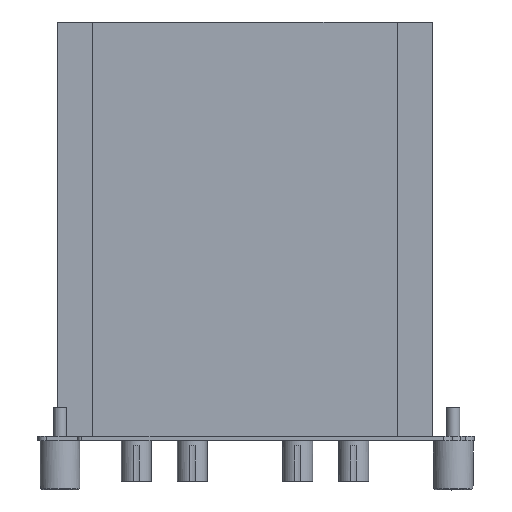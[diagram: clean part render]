
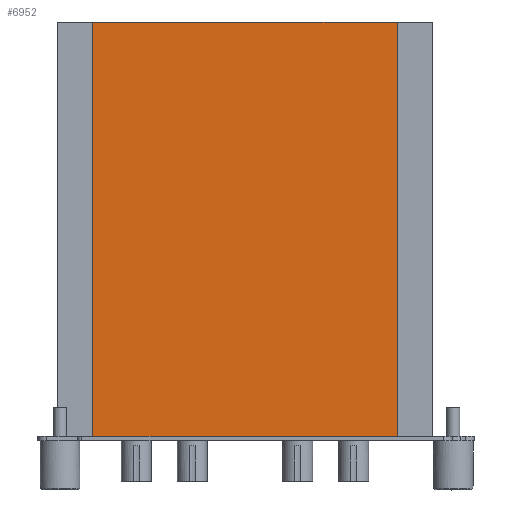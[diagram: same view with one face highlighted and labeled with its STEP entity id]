
A CAD part, top view. The second image highlights one B-rep face of the part: STEP entity #6952.
In plain terms, the highlighted planar face has unit normal (0, 0, 1).
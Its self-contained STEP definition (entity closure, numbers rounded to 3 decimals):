
#6939=AXIS2_PLACEMENT_3D('Plane Axis2P3D',#6936,#6937,#6938) ;
#56=CARTESIAN_POINT('Vertex',(81.5,12.144,35.65)) ;
#59=CARTESIAN_POINT('Line Origine',(47.,12.144,35.65)) ;
#63=CARTESIAN_POINT('Vertex',(12.5,12.144,35.65)) ;
#6531=CARTESIAN_POINT('Vertex',(12.5,106.144,35.65)) ;
#6534=CARTESIAN_POINT('Line Origine',(47.,106.144,35.65)) ;
#6538=CARTESIAN_POINT('Vertex',(81.5,106.144,35.65)) ;
#6923=CARTESIAN_POINT('Line Origine',(81.5,59.144,35.65)) ;
#6936=CARTESIAN_POINT('Axis2P3D Location',(12.5,12.144,35.65)) ;
#6941=CARTESIAN_POINT('Line Origine',(12.5,59.144,35.65)) ;
#60=DIRECTION('Vector Direction',(1.,0.,0.)) ;
#6535=DIRECTION('Vector Direction',(1.,0.,0.)) ;
#6924=DIRECTION('Vector Direction',(0.,1.,0.)) ;
#6937=DIRECTION('Axis2P3D Direction',(0.,0.,1.)) ;
#6938=DIRECTION('Axis2P3D XDirection',(1.,0.,0.)) ;
#6942=DIRECTION('Vector Direction',(0.,1.,0.)) ;
#61=VECTOR('Line Direction',#60,1.) ;
#6536=VECTOR('Line Direction',#6535,1.) ;
#6925=VECTOR('Line Direction',#6924,1.) ;
#6943=VECTOR('Line Direction',#6942,1.) ;
#6947=ORIENTED_EDGE('',*,*,#6945,.F.) ;
#6948=ORIENTED_EDGE('',*,*,#65,.T.) ;
#6949=ORIENTED_EDGE('',*,*,#6927,.T.) ;
#6950=ORIENTED_EDGE('',*,*,#6540,.F.) ;
#6952=ADVANCED_FACE('GEHAEUSE',(#6951),#6940,.T.) ;
#65=EDGE_CURVE('',#64,#57,#62,.T.) ;
#6540=EDGE_CURVE('',#6532,#6539,#6537,.T.) ;
#6927=EDGE_CURVE('',#57,#6539,#6926,.T.) ;
#6945=EDGE_CURVE('',#64,#6532,#6944,.T.) ;
#6946=EDGE_LOOP('',(#6947,#6948,#6949,#6950)) ;
#6951=FACE_OUTER_BOUND('',#6946,.T.) ;
#62=LINE('Line',#59,#61) ;
#6537=LINE('Line',#6534,#6536) ;
#6926=LINE('Line',#6923,#6925) ;
#6944=LINE('Line',#6941,#6943) ;
#6940=PLANE('',#6939) ;
#57=VERTEX_POINT('',#56) ;
#64=VERTEX_POINT('',#63) ;
#6532=VERTEX_POINT('',#6531) ;
#6539=VERTEX_POINT('',#6538) ;
